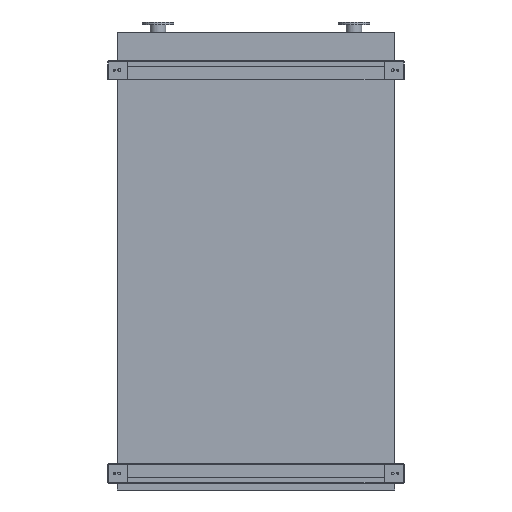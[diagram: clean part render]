
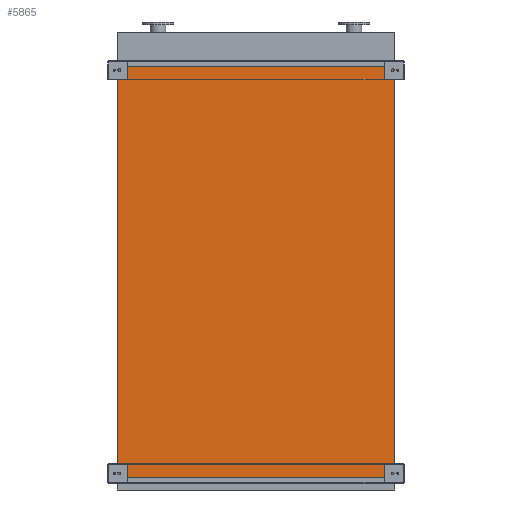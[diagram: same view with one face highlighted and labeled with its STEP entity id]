
A CAD part, front view. The second image highlights one B-rep face of the part: STEP entity #5865.
In plain terms, the highlighted planar face has unit normal (0, -1, 0).
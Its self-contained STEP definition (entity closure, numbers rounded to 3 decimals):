
#106 = ORIENTED_EDGE ( 'NONE', *, *, #22375, .F. ) ;
#1024 = AXIS2_PLACEMENT_3D ( 'NONE', #15170, #8027, #20490 ) ;
#1477 = VECTOR ( 'NONE', #23419, 1000. ) ;
#3061 = LINE ( 'NONE', #13672, #7378 ) ;
#4684 = CARTESIAN_POINT ( 'NONE',  ( -965., 0., -2850. ) ) ;
#4970 = ORIENTED_EDGE ( 'NONE', *, *, #16415, .T. ) ;
#5498 = EDGE_CURVE ( 'NONE', #15390, #15110, #11316, .T. ) ;
#5865 = ADVANCED_FACE ( 'NONE', ( #22371 ), #22216, .T. ) ;
#6518 = VECTOR ( 'NONE', #10028, 1000. ) ;
#6867 = ORIENTED_EDGE ( 'NONE', *, *, #5498, .T. ) ;
#7311 = EDGE_LOOP ( 'NONE', ( #9945, #106, #4970, #6867 ) ) ;
#7378 = VECTOR ( 'NONE', #20689, 1000. ) ;
#8027 = DIRECTION ( 'NONE',  ( 0., -1., 0. ) ) ;
#9945 = ORIENTED_EDGE ( 'NONE', *, *, #10161, .F. ) ;
#10028 = DIRECTION ( 'NONE',  ( 1., 0., 0. ) ) ;
#10161 = EDGE_CURVE ( 'NONE', #22148, #15110, #16112, .T. ) ;
#11034 = CARTESIAN_POINT ( 'NONE',  ( 965., 0., -2850. ) ) ;
#11316 = LINE ( 'NONE', #11034, #1477 ) ;
#11380 = VECTOR ( 'NONE', #12050, 1000. ) ;
#12050 = DIRECTION ( 'NONE',  ( 0., 0., 1. ) ) ;
#13188 = CARTESIAN_POINT ( 'NONE',  ( 965., 0., -2850. ) ) ;
#13672 = CARTESIAN_POINT ( 'NONE',  ( -965., 0., -2850. ) ) ;
#13678 = CARTESIAN_POINT ( 'NONE',  ( -965., 0., 0. ) ) ;
#14113 = CARTESIAN_POINT ( 'NONE',  ( 965., 0., 0. ) ) ;
#14994 = CARTESIAN_POINT ( 'NONE',  ( -965., 0., 0. ) ) ;
#15110 = VERTEX_POINT ( 'NONE', #14113 ) ;
#15170 = CARTESIAN_POINT ( 'NONE',  ( -965., 0., -2850. ) ) ;
#15390 = VERTEX_POINT ( 'NONE', #13188 ) ;
#16112 = LINE ( 'NONE', #13678, #6518 ) ;
#16415 = EDGE_CURVE ( 'NONE', #18523, #15390, #3061, .T. ) ;
#16636 = LINE ( 'NONE', #4684, #11380 ) ;
#17574 = CARTESIAN_POINT ( 'NONE',  ( -965., 0., -2850. ) ) ;
#18523 = VERTEX_POINT ( 'NONE', #17574 ) ;
#20490 = DIRECTION ( 'NONE',  ( 0., 0., -1. ) ) ;
#20689 = DIRECTION ( 'NONE',  ( 1., 0., 0. ) ) ;
#22148 = VERTEX_POINT ( 'NONE', #14994 ) ;
#22216 = PLANE ( 'NONE',  #1024 ) ;
#22371 = FACE_OUTER_BOUND ( 'NONE', #7311, .T. ) ;
#22375 = EDGE_CURVE ( 'NONE', #18523, #22148, #16636, .T. ) ;
#23419 = DIRECTION ( 'NONE',  ( 0., 0., 1. ) ) ;
